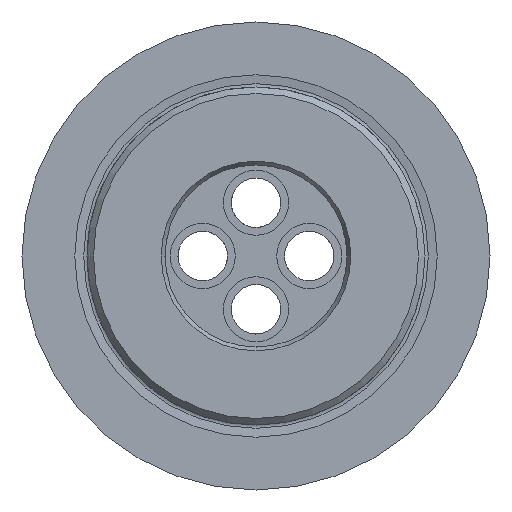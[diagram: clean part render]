
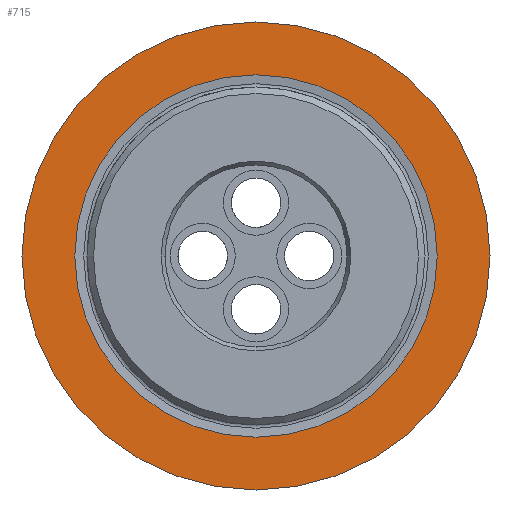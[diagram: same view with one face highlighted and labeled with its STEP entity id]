
A CAD part, front view. The second image highlights one B-rep face of the part: STEP entity #715.
In plain terms, the highlighted planar face has unit normal (0, -1, 0).
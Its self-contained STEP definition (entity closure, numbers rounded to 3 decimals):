
#92 = VERTEX_POINT ( 'NONE', #1062 ) ;
#171 = CIRCLE ( 'NONE', #2330, 13.94 ) ;
#197 = CARTESIAN_POINT ( 'NONE',  ( -18., -70., 0. ) ) ;
#216 = DIRECTION ( 'NONE',  ( 0., 1., 0. ) ) ;
#440 = FACE_OUTER_BOUND ( 'NONE', #2772, .T. ) ;
#715 = ADVANCED_FACE ( 'NONE', ( #440, #1399 ), #2353, .F. ) ;
#850 = EDGE_LOOP ( 'NONE', ( #1895 ) ) ;
#874 = CIRCLE ( 'NONE', #2627, 18. ) ;
#924 = DIRECTION ( 'NONE',  ( 0., 1., 0. ) ) ;
#1033 = ORIENTED_EDGE ( 'NONE', *, *, #2579, .F. ) ;
#1062 = CARTESIAN_POINT ( 'NONE',  ( -18., -70., 0. ) ) ;
#1163 = DIRECTION ( 'NONE',  ( 0., 1., 0. ) ) ;
#1178 = DIRECTION ( 'NONE',  ( -1., 0., 0. ) ) ;
#1399 = FACE_BOUND ( 'NONE', #850, .T. ) ;
#1442 = AXIS2_PLACEMENT_3D ( 'NONE', #197, #1163, #2118 ) ;
#1547 = VERTEX_POINT ( 'NONE', #2508 ) ;
#1877 = DIRECTION ( 'NONE',  ( -1., 0., 0. ) ) ;
#1895 = ORIENTED_EDGE ( 'NONE', *, *, #2732, .T. ) ;
#2118 = DIRECTION ( 'NONE',  ( -1., 0., 0. ) ) ;
#2330 = AXIS2_PLACEMENT_3D ( 'NONE', #2375, #216, #1178 ) ;
#2353 = PLANE ( 'NONE',  #1442 ) ;
#2375 = CARTESIAN_POINT ( 'NONE',  ( 0., -70., 0. ) ) ;
#2508 = CARTESIAN_POINT ( 'NONE',  ( -13.94, -70., 0. ) ) ;
#2579 = EDGE_CURVE ( 'NONE', #92, #92, #874, .T. ) ;
#2627 = AXIS2_PLACEMENT_3D ( 'NONE', #3087, #924, #1877 ) ;
#2732 = EDGE_CURVE ( 'NONE', #1547, #1547, #171, .T. ) ;
#2772 = EDGE_LOOP ( 'NONE', ( #1033 ) ) ;
#3087 = CARTESIAN_POINT ( 'NONE',  ( 0., -70., 0. ) ) ;
